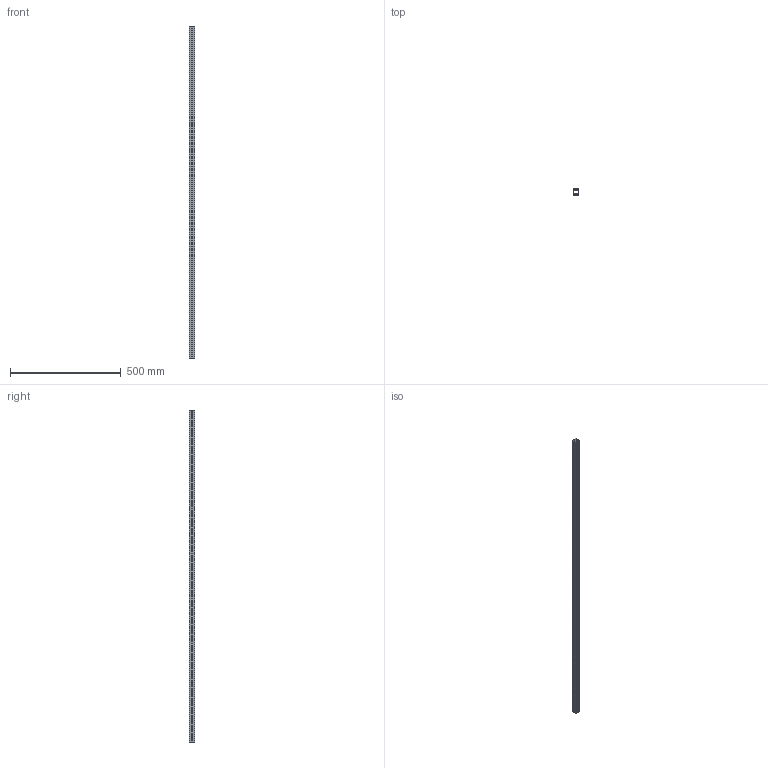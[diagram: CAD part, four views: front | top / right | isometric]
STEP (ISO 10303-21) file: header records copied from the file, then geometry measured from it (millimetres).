
FILE_DESCRIPTION (( 'STEP AP214' ), '1' );
FILE_NAME ('217-4104-STEP-20140806.STEP', '2014-08-06T22:19:54', ( '' ), ( '' ), 'SwSTEP 2.0', 'SolidWorks 2014', '' );
FILE_SCHEMA (( 'AUTOMOTIVE_DESIGN' ));
Length unit declared in the file: millimetre
Products named in the file (1): 217-4104-STEP-20140806
Bounding box: 25.4 x 25.4 x 1498.6 mm (x, y, z)
Volume: 343962.3 mm3; surface area: 275942 mm2
Topology: 1 solids, 1 shells, 742 faces, 2456 edges, 1480 vertices
Faces by surface type: plane 506, cylinder 236
Entity records: 26606 total; most frequent: CARTESIAN_POINT 7511, ORIENTED_EDGE 4912, DIRECTION 3470, EDGE_CURVE 2456, VERTEX_POINT 1480, AXIS2_PLACEMENT_3D 1215, VECTOR 1040, LINE 1040
